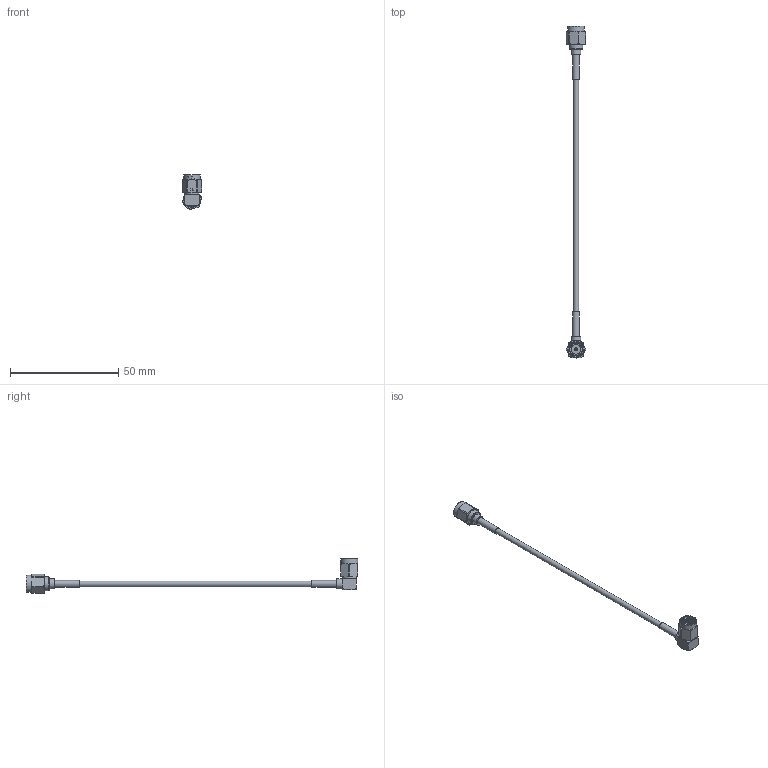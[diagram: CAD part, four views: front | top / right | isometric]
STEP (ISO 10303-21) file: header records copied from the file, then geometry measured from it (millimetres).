
FILE_DESCRIPTION(/* description */ ('Unknown'),/* implementation_level */ '2;1');
FILE_NAME(/* name */ '655035036xxx08',/* time_stamp */ '2022-11-24T17:16:10+01:00',/* author */ ('Unknown'),/* organization */ ('Unknown'),/* preprocessor_version */ 'ST-DEVELOPER v18.102',/* originating_system */ 'Solid Edge',/* authorisation */ 'Unknown');
FILE_SCHEMA (('AUTOMOTIVE_DESIGN {1 0 10303 214 3 1 1}'));
Length unit declared in the file: millimetre
Products named in the file (1): 655035036xxx08
Bounding box: 9.04 x 153.1 x 16.12 mm (x, y, z)
Volume: 1722.8 mm3; surface area: 2833.4 mm2
Topology: 2 solids, 2 shells, 151 faces, 359 edges, 235 vertices
Faces by surface type: plane 77, cylinder 43, cone 17, torus 8, bspline 4, sphere 2
Full cylindrical faces by diameter (mm): 0.55 x1, 0.92 x2, 1 x1, 1.27 x2, 1.7 x1, 2.6 x1, 3.159 x2, 3.6 x1, 4.55 x2, 4.56 x3, 4.75 x3, 6.4 x4, 6.5 x2, 6.55 x10, 7 x2, 7.8 x2
Entity records: 5822 total; most frequent: CARTESIAN_POINT 1980, DIRECTION 572, ORIENTED_EDGE 502, AXIS2_PLACEMENT_3D 252, EDGE_CURVE 251, EDGE_LOOP 232, FACE_BOUND 232, VERTEX_POINT 189
